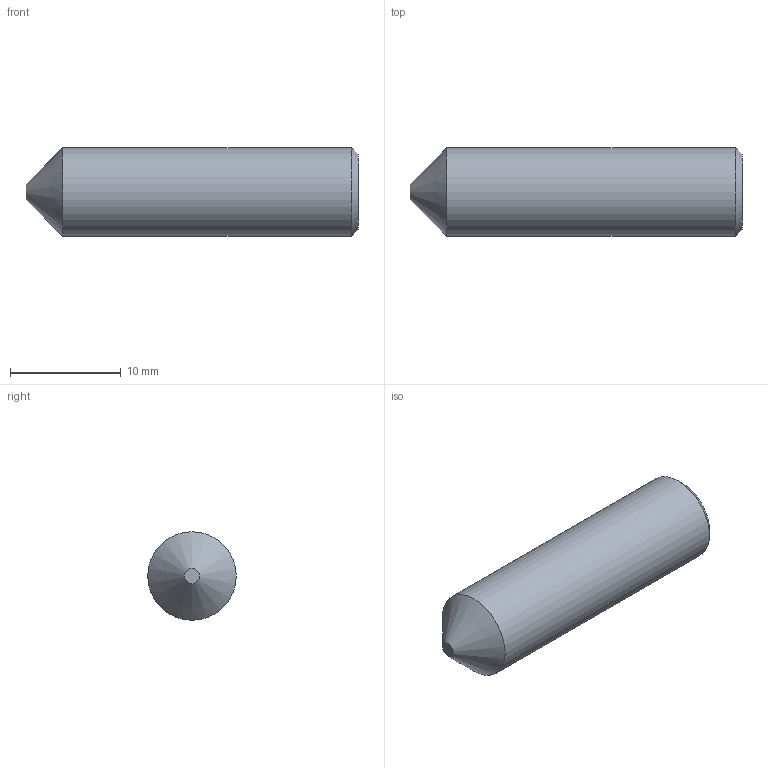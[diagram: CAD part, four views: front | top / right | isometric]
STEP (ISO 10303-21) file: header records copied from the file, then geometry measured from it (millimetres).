
FILE_DESCRIPTION (( 'STEP AP203' ), '1' );
FILE_NAME ('58308-240-30.step', '2019-12-13T13:02:04', ( '' ), ( '' ), 'SwSTEP 2.0', 'SolidWorks 2015', '' );
FILE_SCHEMA (( 'CONFIG_CONTROL_DESIGN' ));
Length unit declared in the file: millimetre
Products named in the file (2): 58308-240-30
Bounding box: 30 x 8 x 8 mm (x, y, z)
Volume: 1335.2 mm3; surface area: 853 mm2
Topology: 1 solids, 1 shells, 179 faces, 468 edges, 313 vertices
Faces by surface type: bspline 108, plane 68, cone 2, cylinder 1
Full cylindrical faces by diameter (mm): 8 x1
Entity records: 12748 total; most frequent: CARTESIAN_POINT 8945, ORIENTED_EDGE 926, EDGE_CURVE 463, DIRECTION 397, VERTEX_POINT 310, VECTOR 243, LINE 243, B_SPLINE_CURVE_WITH_KNOTS 217
